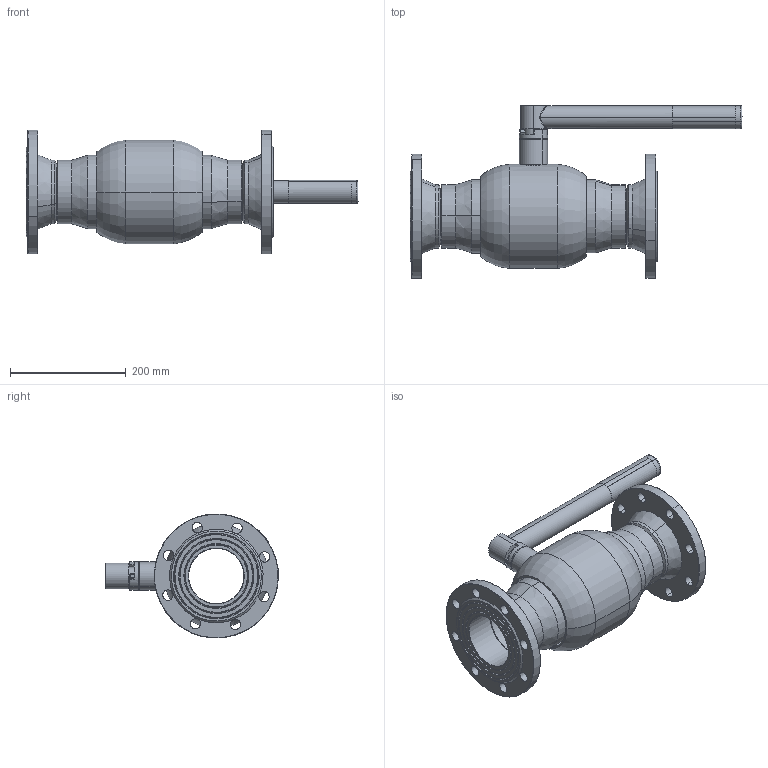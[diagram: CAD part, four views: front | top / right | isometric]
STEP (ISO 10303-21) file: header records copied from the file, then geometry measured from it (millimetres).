
FILE_DESCRIPTION (( 'STEP AP214' ), '1' );
FILE_NAME ('100湍勳楊擘籵噤.STEP', '2025-05-30T07:21:33', ( '' ), ( '' ), 'SwSTEP 2.0', 'SolidWorks 2021', '' );
FILE_SCHEMA (( 'AUTOMOTIVE_DESIGN' ));
Length unit declared in the file: millimetre
Products named in the file (22): 125球座; 100湍勳楊擘籵噤; 125詩种; 125O型圈-3; 概裝蜊傻; 125O型圈-2; 125窪菜-2; DN125-4; 125概极; 125Q61F16C-06; 125O型圈-1; 125粣杶蜊傻; DN125祥凄詩⑩极; 100湍勳楊擘16鼠踝; 概裝揤菜; 125す菜; 125窪菜; 125-150參杶; 100湍勳楊擘籵噤諉; DN125-5; 125-150⑩概參忒; 125窪菜-1
Assembly tree (29 placements, depth 3):
  100湍勳楊擘籵噤
    125概极
    125詩种
    125窪菜
      125窪菜-1  x2
      125O型圈-1  x2
    125窪菜-2
    125す菜  x2
    125球座  x2
      125Q61F16C-06
      125O型圈-3
    DN125-5  x2
    DN125祥凄詩⑩极
    125O型圈-2
    DN125-4  x2
    125粣杶蜊傻
    概裝蜊傻
    概裝揤菜
    100湍勳楊擘籵噤諉  x2
    100湍勳楊擘16鼠踝  x2
    125-150⑩概參忒
    125-150參杶
Bounding box: 574.74 x 298.84 x 214.64 mm (x, y, z)
Volume: 3569475.6 mm3; surface area: 915349.8 mm2
Topology: 28 solids, 28 shells, 427 faces, 964 edges, 588 vertices
Faces by surface type: cylinder 188, plane 101, cone 84, torus 44, bspline 8, sphere 2
Entity records: 13603 total; most frequent: CARTESIAN_POINT 5668, DIRECTION 1667, ORIENTED_EDGE 1344, AXIS2_PLACEMENT_3D 715, EDGE_CURVE 672, VERTEX_POINT 414, CIRCLE 391, EDGE_LOOP 354
